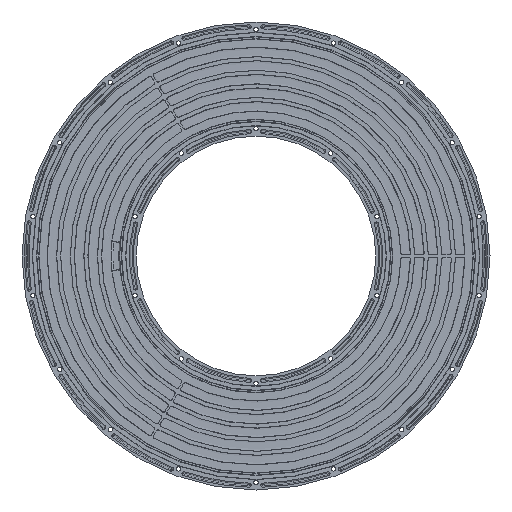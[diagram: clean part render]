
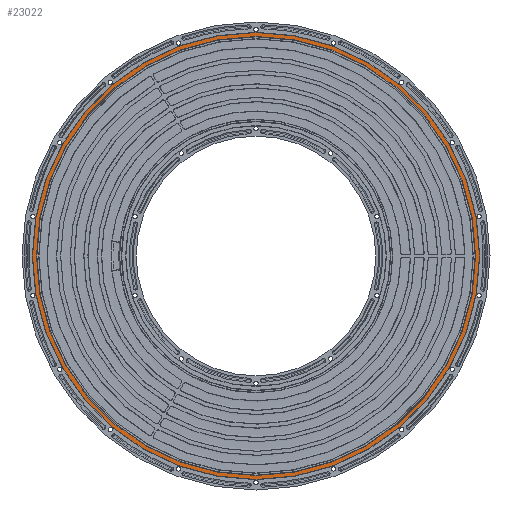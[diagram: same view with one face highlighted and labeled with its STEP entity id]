
A CAD part, front view. The second image highlights one B-rep face of the part: STEP entity #23022.
In plain terms, the highlighted planar face has unit normal (0, -1, 0).
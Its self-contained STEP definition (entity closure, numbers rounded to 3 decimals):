
#792 = EDGE_CURVE ( 'NONE', #2954, #4931, #29716, .T. ) ;
#2954 = VERTEX_POINT ( 'NONE', #9588 ) ;
#3008 = DIRECTION ( 'NONE',  ( 1., 0., 0. ) ) ;
#3436 = EDGE_LOOP ( 'NONE', ( #15121, #6661 ) ) ;
#4338 = CARTESIAN_POINT ( 'NONE',  ( -164.2, 3.5, 0. ) ) ;
#4931 = VERTEX_POINT ( 'NONE', #5267 ) ;
#5267 = CARTESIAN_POINT ( 'NONE',  ( 161.3, 3.5, 0. ) ) ;
#6154 = CARTESIAN_POINT ( 'NONE',  ( 0., 3.5, 0. ) ) ;
#6188 = CARTESIAN_POINT ( 'NONE',  ( 0., 3.5, 0. ) ) ;
#6661 = ORIENTED_EDGE ( 'NONE', *, *, #14992, .F. ) ;
#6964 = AXIS2_PLACEMENT_3D ( 'NONE', #17745, #25232, #3008 ) ;
#6966 = CIRCLE ( 'NONE', #25123, 164.2 ) ;
#7435 = DIRECTION ( 'NONE',  ( 0., -1., 0. ) ) ;
#8350 = CARTESIAN_POINT ( 'NONE',  ( 0., 3.5, 0. ) ) ;
#8616 = FACE_OUTER_BOUND ( 'NONE', #30561, .T. ) ;
#8779 = EDGE_CURVE ( 'NONE', #19217, #9532, #20177, .T. ) ;
#9532 = VERTEX_POINT ( 'NONE', #4338 ) ;
#9588 = CARTESIAN_POINT ( 'NONE',  ( -161.3, 3.5, 0. ) ) ;
#10297 = AXIS2_PLACEMENT_3D ( 'NONE', #8350, #18266, #28171 ) ;
#11920 = ORIENTED_EDGE ( 'NONE', *, *, #8779, .F. ) ;
#13424 = EDGE_CURVE ( 'NONE', #9532, #19217, #6966, .T. ) ;
#14572 = AXIS2_PLACEMENT_3D ( 'NONE', #6188, #16081, #26024 ) ;
#14992 = EDGE_CURVE ( 'NONE', #4931, #2954, #20550, .T. ) ;
#15121 = ORIENTED_EDGE ( 'NONE', *, *, #792, .F. ) ;
#16052 = DIRECTION ( 'NONE',  ( 0., 1., 0. ) ) ;
#16081 = DIRECTION ( 'NONE',  ( 0., -1., 0. ) ) ;
#17354 = DIRECTION ( 'NONE',  ( -1., 0., 0. ) ) ;
#17745 = CARTESIAN_POINT ( 'NONE',  ( 0., 3.5, 0. ) ) ;
#18266 = DIRECTION ( 'NONE',  ( 0., 1., 0. ) ) ;
#18538 = FACE_BOUND ( 'NONE', #3436, .T. ) ;
#19217 = VERTEX_POINT ( 'NONE', #27963 ) ;
#20177 = CIRCLE ( 'NONE', #10297, 164.2 ) ;
#20550 = CIRCLE ( 'NONE', #6964, 161.3 ) ;
#23022 = ADVANCED_FACE ( 'NONE', ( #8616, #18538 ), #28455, .T. ) ;
#25123 = AXIS2_PLACEMENT_3D ( 'NONE', #6154, #16052, #25993 ) ;
#25232 = DIRECTION ( 'NONE',  ( 0., -1., 0. ) ) ;
#25486 = ORIENTED_EDGE ( 'NONE', *, *, #13424, .F. ) ;
#25993 = DIRECTION ( 'NONE',  ( -1., 0., 0. ) ) ;
#26024 = DIRECTION ( 'NONE',  ( 0., 0., -1. ) ) ;
#27136 = AXIS2_PLACEMENT_3D ( 'NONE', #29701, #7435, #17354 ) ;
#27963 = CARTESIAN_POINT ( 'NONE',  ( 164.2, 3.5, 0. ) ) ;
#28171 = DIRECTION ( 'NONE',  ( 1., 0., 0. ) ) ;
#28455 = PLANE ( 'NONE',  #14572 ) ;
#29701 = CARTESIAN_POINT ( 'NONE',  ( 0., 3.5, 0. ) ) ;
#29716 = CIRCLE ( 'NONE', #27136, 161.3 ) ;
#30561 = EDGE_LOOP ( 'NONE', ( #11920, #25486 ) ) ;
